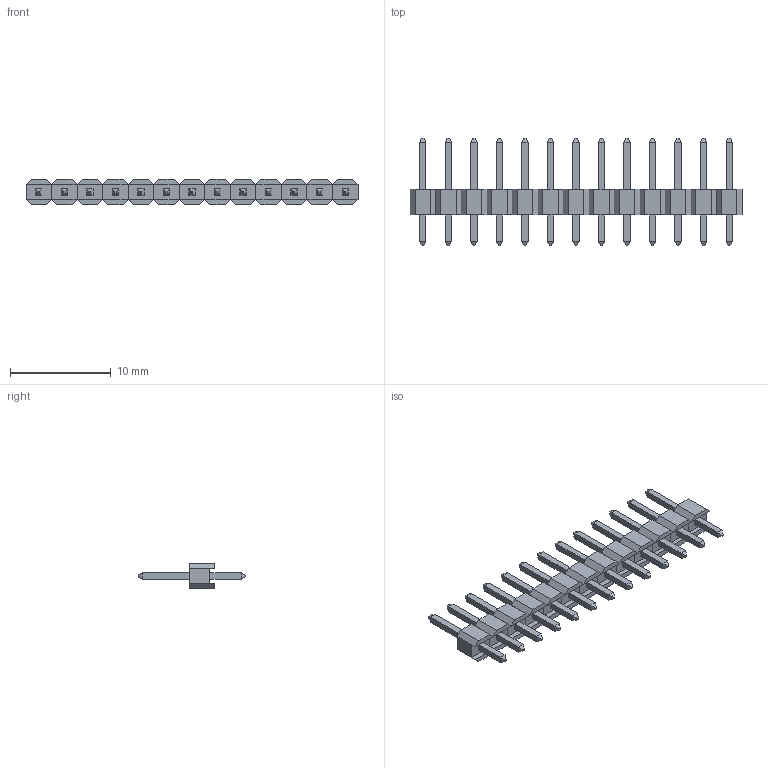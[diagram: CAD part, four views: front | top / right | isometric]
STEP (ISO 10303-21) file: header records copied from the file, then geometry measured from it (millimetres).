
FILE_DESCRIPTION (( 'STEP AP214' ), '1' );
FILE_NAME ('PRPC013SAAN-RC.STEP', '2018-01-16T15:52:53', ( '' ), ( '' ), 'SwSTEP 2.0', 'SolidWorks 2014', '' );
FILE_SCHEMA (( 'AUTOMOTIVE_DESIGN' ));
Length unit declared in the file: millimetre
Products named in the file (2): 1 row end bumps format; PRPC013SAAN-RC
Assembly tree (13 placements, depth 2):
  PRPC013SAAN-RC
    1 row end bumps format  x13
Bounding box: 33.02 x 10.67 x 2.54 mm (x, y, z)
Volume: 214.7 mm3; surface area: 756.4 mm2
Topology: 39 solids, 39 shells, 442 faces, 936 edges, 572 vertices
Faces by surface type: plane 442
Entity records: 1060 total; most frequent: DIRECTION 172, CARTESIAN_POINT 166, ORIENTED_EDGE 144, LINE 72, VECTOR 72, EDGE_CURVE 72, AXIS2_PLACEMENT_3D 50, VERTEX_POINT 44
